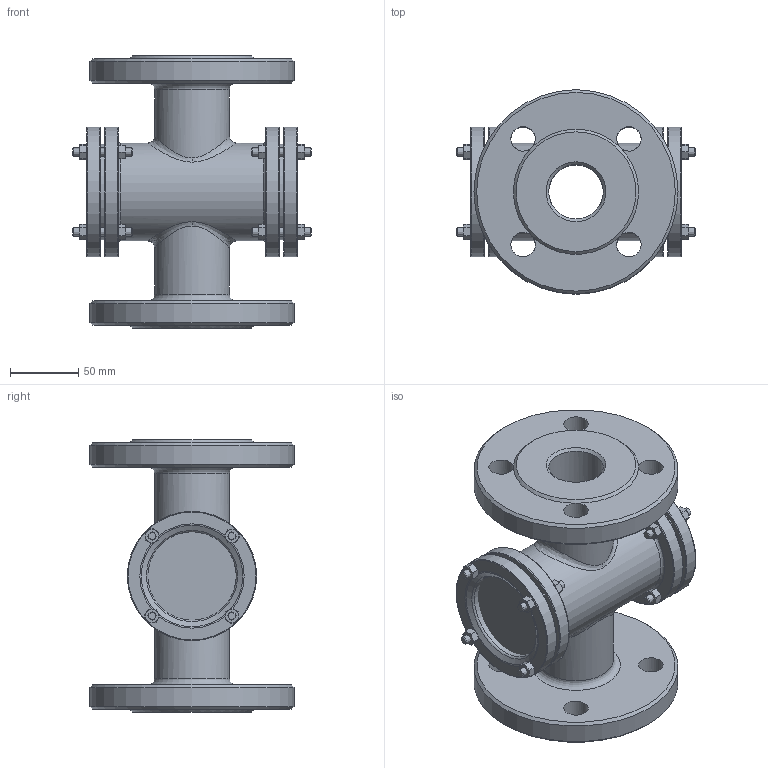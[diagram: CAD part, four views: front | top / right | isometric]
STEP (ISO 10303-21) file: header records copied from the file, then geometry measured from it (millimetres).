
FILE_DESCRIPTION(/* description */ (''),/* implementation_level */ '2;1');
FILE_NAME(/* name */ 'DN40_3D_STEP.stp',/* time_stamp */ '2024-04-25T15:52:20+03:00',/* author */ ('igorr'),/* organization */ (''),/* preprocessor_version */ 'ST-DEVELOPER v19.2',/* originating_system */ 'Autodesk Inventor 2023',/* authorisation */ '');
FILE_SCHEMA (('AUTOMOTIVE_DESIGN { 1 0 10303 214 3 1 1 }'));
Length unit declared in the file: millimetre
Products named in the file (4): Сборка; Деталь; Стекло; ANSI B18.2.4.2M - M6x1
Assembly tree (19 placements, depth 2):
  Сборка
    Деталь
    Стекло  x2
    ANSI B18.2.4.2M - M6x1  x16
Bounding box: 175 x 150 x 200 mm (x, y, z)
Volume: 951521.4 mm3; surface area: 228355.7 mm2
Topology: 19 solids, 19 shells, 567 faces, 1281 edges, 779 vertices
Faces by surface type: cone 250, plane 199, cylinder 71, bspline 31, torus 16
Full cylindrical faces by diameter (mm): 4.917 x16, 6 x24, 18 x8, 40 x2, 55 x2, 65 x1, 67 x2, 70 x2, 72 x1, 95 x4, 150 x2
Entity records: 8349 total; most frequent: CARTESIAN_POINT 2699, DIRECTION 1120, ORIENTED_EDGE 1056, EDGE_CURVE 528, AXIS2_PLACEMENT_3D 474, VERTEX_POINT 342, EDGE_LOOP 286, CIRCLE 254
